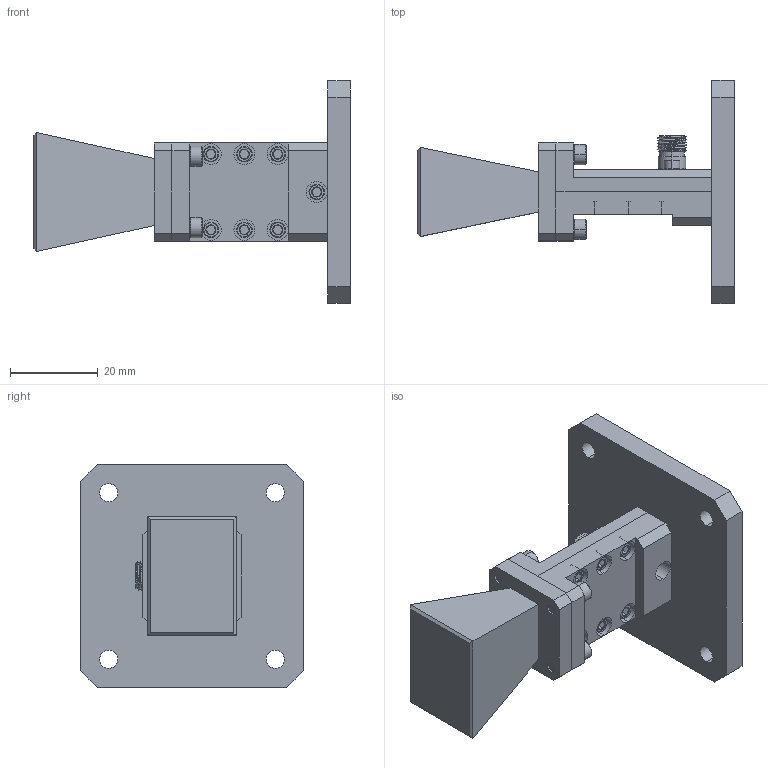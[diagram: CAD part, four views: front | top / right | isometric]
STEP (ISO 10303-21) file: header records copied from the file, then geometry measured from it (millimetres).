
FILE_DESCRIPTION (( 'STEP AP203' ), '1' );
FILE_NAME ('AR-AK14-DR.STEP', '2017-03-27T21:00:41', ( '' ), ( '' ), 'SwSTEP 2.0', 'SolidWorks 2013', '' );
FILE_SCHEMA (( 'CONFIG_CONTROL_DESIGN' ));
Length unit declared in the file: inch
Products named in the file (1): AR-AK14-DR
Bounding box: 72.14 x 50.8 x 50.8 mm (x, y, z)
Volume: 33313.4 mm3; surface area: 18874.2 mm2
Topology: 28 solids, 28 shells, 1431 faces, 3724 edges, 2385 vertices
Faces by surface type: cylinder 856, cone 273, plane 264, bspline 36, torus 2
Entity records: 61882 total; most frequent: CARTESIAN_POINT 31069, ORIENTED_EDGE 7396, DIRECTION 5550, EDGE_CURVE 3698, VERTEX_POINT 2383, AXIS2_PLACEMENT_3D 2100, EDGE_LOOP 1541, ADVANCED_FACE 1431
